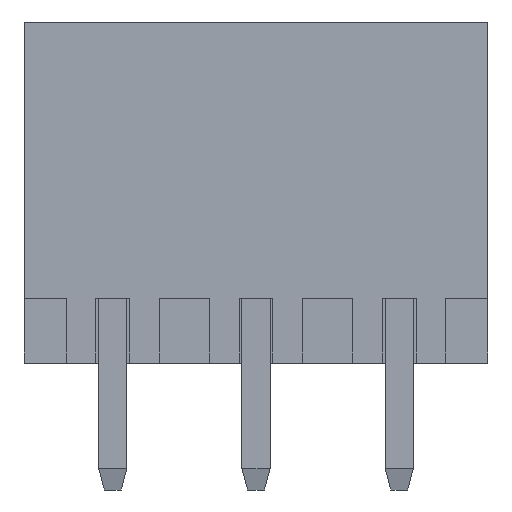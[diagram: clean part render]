
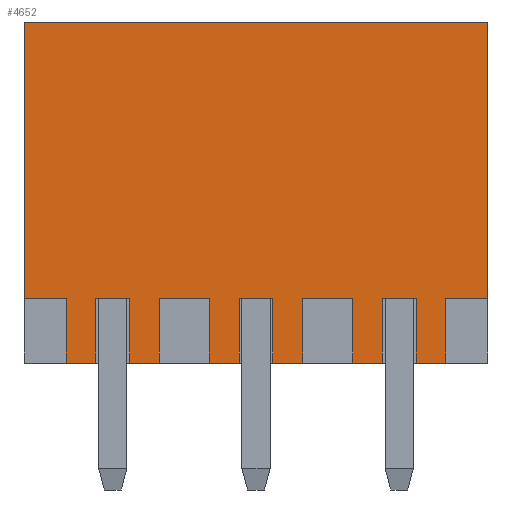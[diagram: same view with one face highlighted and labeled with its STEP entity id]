
A CAD part, front view. The second image highlights one B-rep face of the part: STEP entity #4652.
In plain terms, the highlighted planar face has unit normal (0, -1, 0).
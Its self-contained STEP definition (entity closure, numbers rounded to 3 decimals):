
#304=FACE_OUTER_BOUND('',#573,.T.);
#573=EDGE_LOOP('',(#3909,#3910,#3911,#3912,#3913,#3914,#3915,#3916,#3917,
#3918,#3919,#3920,#3921,#3922,#3923,#3924,#3925,#3926,#3927,#3928,#3929,
#3930,#3931,#3932,#3933,#3934,#3935,#3936));
#975=LINE('',#6840,#1563);
#998=LINE('',#6894,#1586);
#1003=LINE('',#6904,#1591);
#1008=LINE('',#6915,#1596);
#1013=LINE('',#6925,#1601);
#1028=LINE('',#6957,#1616);
#1033=LINE('',#6967,#1621);
#1038=LINE('',#6978,#1626);
#1043=LINE('',#6988,#1631);
#1050=LINE('',#7001,#1638);
#1051=LINE('',#7003,#1639);
#1053=LINE('',#7006,#1641);
#1054=LINE('',#7009,#1642);
#1057=LINE('',#7014,#1645);
#1095=LINE('',#7136,#1683);
#1099=LINE('',#7145,#1687);
#1104=LINE('',#7156,#1692);
#1109=LINE('',#7166,#1697);
#1114=LINE('',#7175,#1702);
#1115=LINE('',#7177,#1703);
#1143=LINE('',#7250,#1731);
#1144=LINE('',#7251,#1732);
#1145=LINE('',#7252,#1733);
#1146=LINE('',#7253,#1734);
#1147=LINE('',#7254,#1735);
#1148=LINE('',#7255,#1736);
#1150=LINE('',#7258,#1738);
#1151=LINE('',#7260,#1739);
#1563=VECTOR('',#5622,16.44);
#1586=VECTOR('',#5659,2.3);
#1591=VECTOR('',#5666,2.3);
#1596=VECTOR('',#5675,2.3);
#1601=VECTOR('',#5682,2.3);
#1616=VECTOR('',#5707,2.3);
#1621=VECTOR('',#5714,2.3);
#1626=VECTOR('',#5723,2.3);
#1631=VECTOR('',#5730,2.3);
#1638=VECTOR('',#5741,1.78);
#1639=VECTOR('',#5744,1.2);
#1641=VECTOR('',#5748,1.78);
#1642=VECTOR('',#5751,1.49);
#1645=VECTOR('',#5756,1.2);
#1683=VECTOR('',#5872,2.3);
#1687=VECTOR('',#5878,2.3);
#1692=VECTOR('',#5887,2.3);
#1697=VECTOR('',#5894,2.3);
#1702=VECTOR('',#5903,1.49);
#1703=VECTOR('',#5906,1.2);
#1731=VECTOR('',#5974,1.05);
#1732=VECTOR('',#5975,1.05);
#1733=VECTOR('',#5976,1.05);
#1734=VECTOR('',#5977,1.05);
#1735=VECTOR('',#5978,1.05);
#1736=VECTOR('',#5979,1.05);
#1738=VECTOR('',#5983,9.8);
#1739=VECTOR('',#5986,9.8);
#2021=VERTEX_POINT('',#6837);
#2022=VERTEX_POINT('',#6839);
#2045=VERTEX_POINT('',#6891);
#2046=VERTEX_POINT('',#6893);
#2047=VERTEX_POINT('',#6897);
#2050=VERTEX_POINT('',#6902);
#2053=VERTEX_POINT('',#6912);
#2054=VERTEX_POINT('',#6914);
#2055=VERTEX_POINT('',#6918);
#2058=VERTEX_POINT('',#6923);
#2069=VERTEX_POINT('',#6954);
#2070=VERTEX_POINT('',#6956);
#2071=VERTEX_POINT('',#6960);
#2074=VERTEX_POINT('',#6965);
#2077=VERTEX_POINT('',#6975);
#2078=VERTEX_POINT('',#6977);
#2079=VERTEX_POINT('',#6981);
#2082=VERTEX_POINT('',#6986);
#2086=VERTEX_POINT('',#6999);
#2087=VERTEX_POINT('',#7008);
#2121=VERTEX_POINT('',#7134);
#2122=VERTEX_POINT('',#7138);
#2125=VERTEX_POINT('',#7143);
#2128=VERTEX_POINT('',#7153);
#2129=VERTEX_POINT('',#7155);
#2130=VERTEX_POINT('',#7159);
#2133=VERTEX_POINT('',#7164);
#2135=VERTEX_POINT('',#7173);
#2554=EDGE_CURVE('',#2022,#2021,#975,.T.);
#2580=EDGE_CURVE('',#2046,#2045,#998,.T.);
#2585=EDGE_CURVE('',#2050,#2047,#1003,.T.);
#2590=EDGE_CURVE('',#2054,#2053,#1008,.T.);
#2595=EDGE_CURVE('',#2058,#2055,#1013,.T.);
#2610=EDGE_CURVE('',#2070,#2069,#1028,.T.);
#2615=EDGE_CURVE('',#2074,#2071,#1033,.T.);
#2620=EDGE_CURVE('',#2078,#2077,#1038,.T.);
#2625=EDGE_CURVE('',#2082,#2079,#1043,.T.);
#2632=EDGE_CURVE('',#2086,#2082,#1050,.T.);
#2633=EDGE_CURVE('',#2078,#2074,#1051,.T.);
#2635=EDGE_CURVE('',#2070,#2058,#1053,.T.);
#2636=EDGE_CURVE('',#2046,#2087,#1054,.T.);
#2639=EDGE_CURVE('',#2054,#2050,#1057,.T.);
#2693=EDGE_CURVE('',#2086,#2121,#1095,.T.);
#2697=EDGE_CURVE('',#2125,#2122,#1099,.T.);
#2702=EDGE_CURVE('',#2129,#2128,#1104,.T.);
#2707=EDGE_CURVE('',#2133,#2130,#1109,.T.);
#2712=EDGE_CURVE('',#2135,#2133,#1114,.T.);
#2713=EDGE_CURVE('',#2129,#2125,#1115,.T.);
#2746=EDGE_CURVE('',#2128,#2130,#1143,.T.);
#2747=EDGE_CURVE('',#2121,#2122,#1144,.T.);
#2748=EDGE_CURVE('',#2077,#2079,#1145,.T.);
#2749=EDGE_CURVE('',#2069,#2071,#1146,.T.);
#2750=EDGE_CURVE('',#2053,#2055,#1147,.T.);
#2751=EDGE_CURVE('',#2045,#2047,#1148,.T.);
#2753=EDGE_CURVE('',#2135,#2022,#1150,.T.);
#2754=EDGE_CURVE('',#2087,#2021,#1151,.T.);
#3909=ORIENTED_EDGE('',*,*,#2712,.F.);
#3910=ORIENTED_EDGE('',*,*,#2753,.T.);
#3911=ORIENTED_EDGE('',*,*,#2554,.T.);
#3912=ORIENTED_EDGE('',*,*,#2754,.F.);
#3913=ORIENTED_EDGE('',*,*,#2636,.F.);
#3914=ORIENTED_EDGE('',*,*,#2580,.T.);
#3915=ORIENTED_EDGE('',*,*,#2751,.T.);
#3916=ORIENTED_EDGE('',*,*,#2585,.F.);
#3917=ORIENTED_EDGE('',*,*,#2639,.F.);
#3918=ORIENTED_EDGE('',*,*,#2590,.T.);
#3919=ORIENTED_EDGE('',*,*,#2750,.T.);
#3920=ORIENTED_EDGE('',*,*,#2595,.F.);
#3921=ORIENTED_EDGE('',*,*,#2635,.F.);
#3922=ORIENTED_EDGE('',*,*,#2610,.T.);
#3923=ORIENTED_EDGE('',*,*,#2749,.T.);
#3924=ORIENTED_EDGE('',*,*,#2615,.F.);
#3925=ORIENTED_EDGE('',*,*,#2633,.F.);
#3926=ORIENTED_EDGE('',*,*,#2620,.T.);
#3927=ORIENTED_EDGE('',*,*,#2748,.T.);
#3928=ORIENTED_EDGE('',*,*,#2625,.F.);
#3929=ORIENTED_EDGE('',*,*,#2632,.F.);
#3930=ORIENTED_EDGE('',*,*,#2693,.T.);
#3931=ORIENTED_EDGE('',*,*,#2747,.T.);
#3932=ORIENTED_EDGE('',*,*,#2697,.F.);
#3933=ORIENTED_EDGE('',*,*,#2713,.F.);
#3934=ORIENTED_EDGE('',*,*,#2702,.T.);
#3935=ORIENTED_EDGE('',*,*,#2746,.T.);
#3936=ORIENTED_EDGE('',*,*,#2707,.F.);
#4221=PLANE('',#4916);
#4652=ADVANCED_FACE('',(#304),#4221,.T.);
#4916=AXIS2_PLACEMENT_3D('',#7259,#5984,#5985);
#5622=DIRECTION('',(-1.,0.,0.));
#5659=DIRECTION('',(0.,0.,-1.));
#5666=DIRECTION('',(0.,0.,-1.));
#5675=DIRECTION('',(0.,0.,-1.));
#5682=DIRECTION('',(0.,0.,-1.));
#5707=DIRECTION('',(0.,0.,-1.));
#5714=DIRECTION('',(0.,0.,-1.));
#5723=DIRECTION('',(0.,0.,-1.));
#5730=DIRECTION('',(0.,0.,-1.));
#5741=DIRECTION('',(-1.,0.,0.));
#5744=DIRECTION('',(-1.,0.,0.));
#5748=DIRECTION('',(-1.,0.,0.));
#5751=DIRECTION('',(-1.,0.,0.));
#5756=DIRECTION('',(-1.,0.,0.));
#5872=DIRECTION('',(0.,0.,-1.));
#5878=DIRECTION('',(0.,0.,-1.));
#5887=DIRECTION('',(0.,0.,-1.));
#5894=DIRECTION('',(0.,0.,-1.));
#5903=DIRECTION('',(-1.,0.,0.));
#5906=DIRECTION('',(-1.,0.,0.));
#5974=DIRECTION('',(1.,0.,0.));
#5975=DIRECTION('',(1.,0.,0.));
#5976=DIRECTION('',(1.,0.,0.));
#5977=DIRECTION('',(1.,0.,0.));
#5978=DIRECTION('',(1.,0.,0.));
#5979=DIRECTION('',(1.,0.,0.));
#5983=DIRECTION('',(0.,0.,1.));
#5984=DIRECTION('center_axis',(0.,-1.,0.));
#5985=DIRECTION('ref_axis',(1.,0.,0.));
#5986=DIRECTION('',(0.,0.,1.));
#6837=CARTESIAN_POINT('',(-8.22,-4.,12.1));
#6839=CARTESIAN_POINT('',(8.22,-4.,12.1));
#6840=CARTESIAN_POINT('',(3.81,-4.,12.1));
#6891=CARTESIAN_POINT('',(-6.73,-4.,0.));
#6893=CARTESIAN_POINT('',(-6.73,-4.,2.3));
#6894=CARTESIAN_POINT('',(-6.73,-4.,2.3));
#6897=CARTESIAN_POINT('',(-5.68,-4.,0.));
#6902=CARTESIAN_POINT('',(-5.68,-4.,2.3));
#6904=CARTESIAN_POINT('',(-5.68,-4.,2.3));
#6912=CARTESIAN_POINT('',(-4.48,-4.,0.));
#6914=CARTESIAN_POINT('',(-4.48,-4.,2.3));
#6915=CARTESIAN_POINT('',(-4.48,-4.,2.3));
#6918=CARTESIAN_POINT('',(-3.43,-4.,0.));
#6923=CARTESIAN_POINT('',(-3.43,-4.,2.3));
#6925=CARTESIAN_POINT('',(-3.43,-4.,2.3));
#6954=CARTESIAN_POINT('',(-1.65,-4.,0.));
#6956=CARTESIAN_POINT('',(-1.65,-4.,2.3));
#6957=CARTESIAN_POINT('',(-1.65,-4.,2.3));
#6960=CARTESIAN_POINT('',(-0.6,-4.,0.));
#6965=CARTESIAN_POINT('',(-0.6,-4.,2.3));
#6967=CARTESIAN_POINT('',(-0.6,-4.,2.3));
#6975=CARTESIAN_POINT('',(0.6,-4.,0.));
#6977=CARTESIAN_POINT('',(0.6,-4.,2.3));
#6978=CARTESIAN_POINT('',(0.6,-4.,2.3));
#6981=CARTESIAN_POINT('',(1.65,-4.,0.));
#6986=CARTESIAN_POINT('',(1.65,-4.,2.3));
#6988=CARTESIAN_POINT('',(1.65,-4.,2.3));
#6999=CARTESIAN_POINT('',(3.43,-4.,2.3));
#7001=CARTESIAN_POINT('',(8.22,-4.,2.3));
#7003=CARTESIAN_POINT('',(8.22,-4.,2.3));
#7006=CARTESIAN_POINT('',(8.22,-4.,2.3));
#7008=CARTESIAN_POINT('',(-8.22,-4.,2.3));
#7009=CARTESIAN_POINT('',(8.22,-4.,2.3));
#7014=CARTESIAN_POINT('',(8.22,-4.,2.3));
#7134=CARTESIAN_POINT('',(3.43,-4.,0.));
#7136=CARTESIAN_POINT('',(3.43,-4.,2.3));
#7138=CARTESIAN_POINT('',(4.48,-4.,0.));
#7143=CARTESIAN_POINT('',(4.48,-4.,2.3));
#7145=CARTESIAN_POINT('',(4.48,-4.,2.3));
#7153=CARTESIAN_POINT('',(5.68,-4.,0.));
#7155=CARTESIAN_POINT('',(5.68,-4.,2.3));
#7156=CARTESIAN_POINT('',(5.68,-4.,2.3));
#7159=CARTESIAN_POINT('',(6.73,-4.,0.));
#7164=CARTESIAN_POINT('',(6.73,-4.,2.3));
#7166=CARTESIAN_POINT('',(6.73,-4.,2.3));
#7173=CARTESIAN_POINT('',(8.22,-4.,2.3));
#7175=CARTESIAN_POINT('',(8.22,-4.,2.3));
#7177=CARTESIAN_POINT('',(8.22,-4.,2.3));
#7250=CARTESIAN_POINT('',(5.905,-4.,0.));
#7251=CARTESIAN_POINT('',(4.78,-4.,0.));
#7252=CARTESIAN_POINT('',(0.825,-4.,0.));
#7253=CARTESIAN_POINT('',(-0.3,-4.,0.));
#7254=CARTESIAN_POINT('',(-4.255,-4.,0.));
#7255=CARTESIAN_POINT('',(-5.38,-4.,0.));
#7258=CARTESIAN_POINT('',(8.22,-4.,2.3));
#7259=CARTESIAN_POINT('Origin',(-8.22,-4.,2.3));
#7260=CARTESIAN_POINT('',(-8.22,-4.,2.3));
